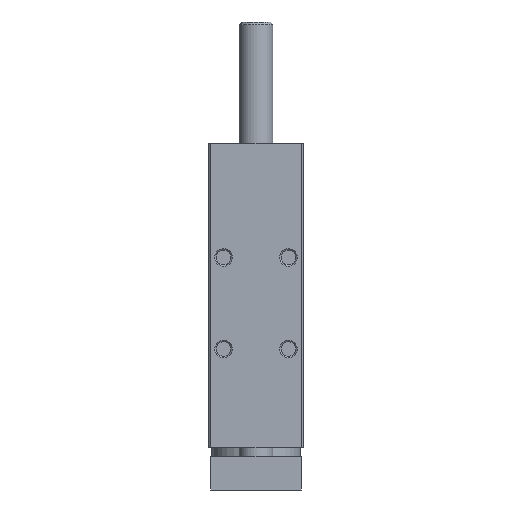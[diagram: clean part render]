
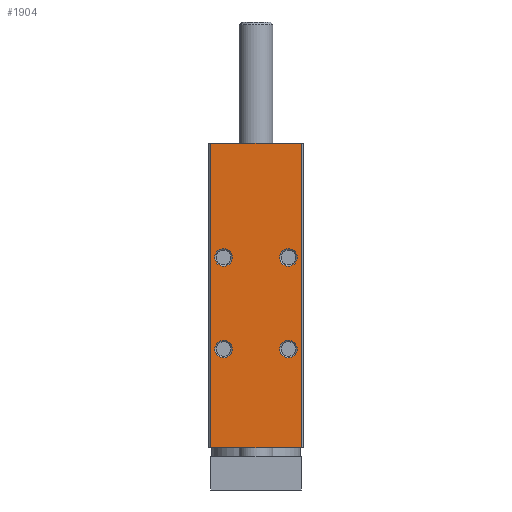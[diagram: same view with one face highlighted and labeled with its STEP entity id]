
A CAD part, front view. The second image highlights one B-rep face of the part: STEP entity #1904.
In plain terms, the highlighted face is planar.
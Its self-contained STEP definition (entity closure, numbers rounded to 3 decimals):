
#144 = EDGE_LOOP ( 'NONE', ( #8682, #8683 ) ) ;
#198 = EDGE_LOOP ( 'NONE', ( #8684, #8687 ) ) ;
#205 = EDGE_LOOP ( 'NONE', ( #8685, #8686 ) ) ;
#542 = CARTESIAN_POINT ( 'NONE',  ( 0., 40.5, 31.6 ) ) ;
#547 = CARTESIAN_POINT ( 'NONE',  ( 0., 0., 33. ) ) ;
#551 = CARTESIAN_POINT ( 'NONE',  ( 0., 0., 1. ) ) ;
#653 = DIRECTION ( 'NONE',  ( 1., 0., 0. ) ) ;
#655 = DIRECTION ( 'NONE',  ( 0., 0., -1. ) ) ;
#669 = CARTESIAN_POINT ( 'NONE',  ( 0., 40.5, 5.5 ) ) ;
#688 = CARTESIAN_POINT ( 'NONE',  ( 0., 73., 5.5 ) ) ;
#691 = DIRECTION ( 'NONE',  ( 1., 0., 0. ) ) ;
#692 = CARTESIAN_POINT ( 'NONE',  ( 0., 40.5, 28.5 ) ) ;
#693 = CARTESIAN_POINT ( 'NONE',  ( 0., 73., 28.5 ) ) ;
#695 = DIRECTION ( 'NONE',  ( 1., 0., 0. ) ) ;
#696 = DIRECTION ( 'NONE',  ( 0., 0., -1. ) ) ;
#697 = DIRECTION ( 'NONE',  ( 1., 0., 0. ) ) ;
#698 = DIRECTION ( 'NONE',  ( 0., 0., -1. ) ) ;
#701 = DIRECTION ( 'NONE',  ( 0., 0., -1. ) ) ;
#1222 = CARTESIAN_POINT ( 'NONE',  ( 0., 73., 25.4 ) ) ;
#1268 = CARTESIAN_POINT ( 'NONE',  ( 0., 40.5, 8.6 ) ) ;
#1269 = CARTESIAN_POINT ( 'NONE',  ( 0., 73., 31.6 ) ) ;
#1290 = CARTESIAN_POINT ( 'NONE',  ( 0., 40.5, 2.4 ) ) ;
#1295 = CARTESIAN_POINT ( 'NONE',  ( 0., 40.5, 25.4 ) ) ;
#1904 = ADVANCED_FACE ( 'NONE', ( #3321, #3319, #3324, #3326, #3322 ), #6629, .F. ) ;
#2391 = EDGE_CURVE ( 'NONE', #6261, #6263, #4619, .T. ) ;
#2394 = EDGE_CURVE ( 'NONE', #6734, #6385, #4634, .T. ) ;
#2396 = EDGE_CURVE ( 'NONE', #6205, #6176, #4639, .T. ) ;
#2397 = EDGE_CURVE ( 'NONE', #6740, #6408, #4642, .T. ) ;
#2398 = EDGE_CURVE ( 'NONE', #6894, #6409, #4646, .T. ) ;
#2443 = EDGE_CURVE ( 'NONE', #6368, #6370, #4752, .T. ) ;
#2496 = EDGE_CURVE ( 'NONE', #6263, #6370, #6959, .T. ) ;
#2506 = EDGE_CURVE ( 'NONE', #6368, #6261, #6963, .T. ) ;
#2538 = AXIS2_PLACEMENT_3D ( 'NONE', #688, #695, #698 ) ;
#2546 = AXIS2_PLACEMENT_3D ( 'NONE', #693, #691, #696 ) ;
#2676 = AXIS2_PLACEMENT_3D ( 'NONE', #669, #653, #655 ) ;
#2678 = AXIS2_PLACEMENT_3D ( 'NONE', #692, #697, #701 ) ;
#2775 = AXIS2_PLACEMENT_3D ( 'NONE', #5871, #5864, #5868 ) ;
#2776 = AXIS2_PLACEMENT_3D ( 'NONE', #5784, #5788, #5787 ) ;
#2791 = AXIS2_PLACEMENT_3D ( 'NONE', #5854, #5857, #5860 ) ;
#2794 = AXIS2_PLACEMENT_3D ( 'NONE', #5867, #5806, #5786 ) ;
#3030 = AXIS2_PLACEMENT_3D ( 'NONE', #6642, #6654, #6655 ) ;
#3319 = FACE_BOUND ( 'NONE', #144, .T. ) ;
#3321 = FACE_BOUND ( 'NONE', #7767, .T. ) ;
#3322 = FACE_OUTER_BOUND ( 'NONE', #7823, .T. ) ;
#3324 = FACE_BOUND ( 'NONE', #198, .T. ) ;
#3326 = FACE_BOUND ( 'NONE', #205, .T. ) ;
#4619 = LINE ( 'NONE', #5850, #4620 ) ;
#4620 = VECTOR ( 'NONE', #5853, 1000. ) ;
#4634 = CIRCLE ( 'NONE', #2791, 3.1 ) ;
#4639 = CIRCLE ( 'NONE', #2775, 3.1 ) ;
#4642 = CIRCLE ( 'NONE', #2794, 3.1 ) ;
#4646 = CIRCLE ( 'NONE', #2776, 3.1 ) ;
#4752 = LINE ( 'NONE', #5688, #4764 ) ;
#4764 = VECTOR ( 'NONE', #5708, 1000. ) ;
#5009 = CARTESIAN_POINT ( 'NONE',  ( 0., 108., 1. ) ) ;
#5015 = CARTESIAN_POINT ( 'NONE',  ( 0., 108., 33. ) ) ;
#5080 = CARTESIAN_POINT ( 'NONE',  ( 0., 73., 2.4 ) ) ;
#5117 = CARTESIAN_POINT ( 'NONE',  ( 0., 73., 8.6 ) ) ;
#5558 = DIRECTION ( 'NONE',  ( 0., -1., 0. ) ) ;
#5559 = CARTESIAN_POINT ( 'NONE',  ( 0., 108., 33. ) ) ;
#5560 = DIRECTION ( 'NONE',  ( 0., 1., 0. ) ) ;
#5582 = CARTESIAN_POINT ( 'NONE',  ( 0., 0., 1. ) ) ;
#5688 = CARTESIAN_POINT ( 'NONE',  ( 0., 0., 34. ) ) ;
#5708 = DIRECTION ( 'NONE',  ( 0., 0., -1. ) ) ;
#5784 = CARTESIAN_POINT ( 'NONE',  ( 0., 73., 28.5 ) ) ;
#5786 = DIRECTION ( 'NONE',  ( 0., 0., -1. ) ) ;
#5787 = DIRECTION ( 'NONE',  ( 0., 0., -1. ) ) ;
#5788 = DIRECTION ( 'NONE',  ( 1., 0., 0. ) ) ;
#5806 = DIRECTION ( 'NONE',  ( 1., 0., 0. ) ) ;
#5850 = CARTESIAN_POINT ( 'NONE',  ( 0., 108., 34. ) ) ;
#5853 = DIRECTION ( 'NONE',  ( 0., 0., -1. ) ) ;
#5854 = CARTESIAN_POINT ( 'NONE',  ( 0., 40.5, 28.5 ) ) ;
#5857 = DIRECTION ( 'NONE',  ( 1., 0., 0. ) ) ;
#5860 = DIRECTION ( 'NONE',  ( 0., 0., -1. ) ) ;
#5864 = DIRECTION ( 'NONE',  ( 1., 0., 0. ) ) ;
#5867 = CARTESIAN_POINT ( 'NONE',  ( 0., 40.5, 5.5 ) ) ;
#5868 = DIRECTION ( 'NONE',  ( 0., 0., -1. ) ) ;
#5871 = CARTESIAN_POINT ( 'NONE',  ( 0., 73., 5.5 ) ) ;
#6176 = VERTEX_POINT ( 'NONE', #5117 ) ;
#6205 = VERTEX_POINT ( 'NONE', #5080 ) ;
#6261 = VERTEX_POINT ( 'NONE', #5015 ) ;
#6263 = VERTEX_POINT ( 'NONE', #5009 ) ;
#6368 = VERTEX_POINT ( 'NONE', #547 ) ;
#6370 = VERTEX_POINT ( 'NONE', #551 ) ;
#6385 = VERTEX_POINT ( 'NONE', #542 ) ;
#6408 = VERTEX_POINT ( 'NONE', #1268 ) ;
#6409 = VERTEX_POINT ( 'NONE', #1269 ) ;
#6629 = PLANE ( 'NONE',  #3030 ) ;
#6642 = CARTESIAN_POINT ( 'NONE',  ( 0., 0., 34. ) ) ;
#6654 = DIRECTION ( 'NONE',  ( 1., 0., 0. ) ) ;
#6655 = DIRECTION ( 'NONE',  ( 0., 0., -1. ) ) ;
#6734 = VERTEX_POINT ( 'NONE', #1295 ) ;
#6740 = VERTEX_POINT ( 'NONE', #1290 ) ;
#6894 = VERTEX_POINT ( 'NONE', #1222 ) ;
#6959 = LINE ( 'NONE', #5582, #6960 ) ;
#6960 = VECTOR ( 'NONE', #5558, 1000. ) ;
#6963 = LINE ( 'NONE', #5559, #6964 ) ;
#6964 = VECTOR ( 'NONE', #5560, 1000. ) ;
#7227 = CIRCLE ( 'NONE', #2676, 3.1 ) ;
#7240 = CIRCLE ( 'NONE', #2546, 3.1 ) ;
#7242 = CIRCLE ( 'NONE', #2538, 3.1 ) ;
#7243 = CIRCLE ( 'NONE', #2678, 3.1 ) ;
#7553 = EDGE_CURVE ( 'NONE', #6408, #6740, #7227, .T. ) ;
#7561 = EDGE_CURVE ( 'NONE', #6409, #6894, #7240, .T. ) ;
#7562 = EDGE_CURVE ( 'NONE', #6176, #6205, #7242, .T. ) ;
#7563 = EDGE_CURVE ( 'NONE', #6385, #6734, #7243, .T. ) ;
#7767 = EDGE_LOOP ( 'NONE', ( #8679, #8681 ) ) ;
#7823 = EDGE_LOOP ( 'NONE', ( #8309, #8310, #8307, #8306 ) ) ;
#8306 = ORIENTED_EDGE ( 'NONE', *, *, #2506, .T. ) ;
#8307 = ORIENTED_EDGE ( 'NONE', *, *, #2443, .F. ) ;
#8309 = ORIENTED_EDGE ( 'NONE', *, *, #2391, .T. ) ;
#8310 = ORIENTED_EDGE ( 'NONE', *, *, #2496, .T. ) ;
#8679 = ORIENTED_EDGE ( 'NONE', *, *, #7563, .T. ) ;
#8681 = ORIENTED_EDGE ( 'NONE', *, *, #2394, .T. ) ;
#8682 = ORIENTED_EDGE ( 'NONE', *, *, #7553, .T. ) ;
#8683 = ORIENTED_EDGE ( 'NONE', *, *, #2397, .T. ) ;
#8684 = ORIENTED_EDGE ( 'NONE', *, *, #7562, .T. ) ;
#8685 = ORIENTED_EDGE ( 'NONE', *, *, #7561, .T. ) ;
#8686 = ORIENTED_EDGE ( 'NONE', *, *, #2398, .T. ) ;
#8687 = ORIENTED_EDGE ( 'NONE', *, *, #2396, .T. ) ;
